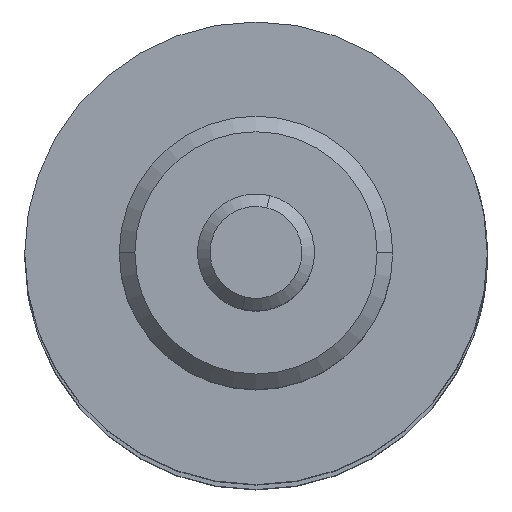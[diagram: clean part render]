
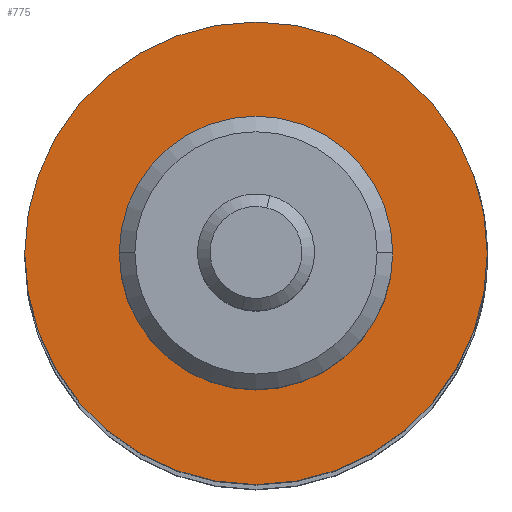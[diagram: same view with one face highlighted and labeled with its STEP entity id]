
A CAD part, top view. The second image highlights one B-rep face of the part: STEP entity #775.
In plain terms, the highlighted face is planar.
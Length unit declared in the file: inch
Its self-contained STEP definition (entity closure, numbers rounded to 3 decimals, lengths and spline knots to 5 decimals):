
#38 = DIRECTION ( 'NONE',  ( 0., 0., 1. ) ) ;
#59 = AXIS2_PLACEMENT_3D ( 'NONE', #130, #1143, #2897 ) ;
#130 = CARTESIAN_POINT ( 'NONE',  ( 0.38, 0.37, 0. ) ) ;
#217 = CIRCLE ( 'NONE', #2355, 0.37 ) ;
#382 = VERTEX_POINT ( 'NONE', #2424 ) ;
#421 = ORIENTED_EDGE ( 'NONE', *, *, #1106, .T. ) ;
#538 = AXIS2_PLACEMENT_3D ( 'NONE', #1254, #3016, #1511 ) ;
#603 = CARTESIAN_POINT ( 'NONE',  ( 0.38, 0., -0.37 ) ) ;
#660 = EDGE_CURVE ( 'NONE', #2772, #1771, #1274, .T. ) ;
#718 = DIRECTION ( 'NONE',  ( -1., 0., 0. ) ) ;
#775 = ADVANCED_FACE ( 'NONE', ( #2306, #1556 ), #2642, .F. ) ;
#805 = EDGE_LOOP ( 'NONE', ( #1637, #1924 ) ) ;
#964 = AXIS2_PLACEMENT_3D ( 'NONE', #3043, #1542, #38 ) ;
#1036 = AXIS2_PLACEMENT_3D ( 'NONE', #2235, #718, #2496 ) ;
#1106 = EDGE_CURVE ( 'NONE', #2550, #382, #217, .T. ) ;
#1143 = DIRECTION ( 'NONE',  ( 1., 0., 0. ) ) ;
#1221 = CARTESIAN_POINT ( 'NONE',  ( 0.38, 0., 0.169 ) ) ;
#1247 = EDGE_LOOP ( 'NONE', ( #2555, #421 ) ) ;
#1254 = CARTESIAN_POINT ( 'NONE',  ( 0.38, 0., 0. ) ) ;
#1274 = CIRCLE ( 'NONE', #964, 0.169 ) ;
#1384 = CARTESIAN_POINT ( 'NONE',  ( 0.38, 0., 0. ) ) ;
#1511 = DIRECTION ( 'NONE',  ( 0., 0., 1. ) ) ;
#1542 = DIRECTION ( 'NONE',  ( -1., 0., 0. ) ) ;
#1556 = FACE_OUTER_BOUND ( 'NONE', #1247, .T. ) ;
#1637 = ORIENTED_EDGE ( 'NONE', *, *, #1863, .F. ) ;
#1660 = DIRECTION ( 'NONE',  ( 0., 0., 1. ) ) ;
#1771 = VERTEX_POINT ( 'NONE', #1221 ) ;
#1863 = EDGE_CURVE ( 'NONE', #1771, #2772, #2867, .T. ) ;
#1905 = EDGE_CURVE ( 'NONE', #382, #2550, #2125, .T. ) ;
#1924 = ORIENTED_EDGE ( 'NONE', *, *, #660, .F. ) ;
#1961 = CARTESIAN_POINT ( 'NONE',  ( 0.38, 0., -0.169 ) ) ;
#2125 = CIRCLE ( 'NONE', #1036, 0.37 ) ;
#2235 = CARTESIAN_POINT ( 'NONE',  ( 0.38, 0., 0. ) ) ;
#2306 = FACE_BOUND ( 'NONE', #805, .T. ) ;
#2355 = AXIS2_PLACEMENT_3D ( 'NONE', #1384, #3148, #1660 ) ;
#2424 = CARTESIAN_POINT ( 'NONE',  ( 0.38, 0., 0.37 ) ) ;
#2496 = DIRECTION ( 'NONE',  ( 0., 0., 1. ) ) ;
#2550 = VERTEX_POINT ( 'NONE', #603 ) ;
#2555 = ORIENTED_EDGE ( 'NONE', *, *, #1905, .T. ) ;
#2642 = PLANE ( 'NONE',  #59 ) ;
#2772 = VERTEX_POINT ( 'NONE', #1961 ) ;
#2867 = CIRCLE ( 'NONE', #538, 0.169 ) ;
#2897 = DIRECTION ( 'NONE',  ( 0., 0., -1. ) ) ;
#3016 = DIRECTION ( 'NONE',  ( -1., 0., 0. ) ) ;
#3043 = CARTESIAN_POINT ( 'NONE',  ( 0.38, 0., 0. ) ) ;
#3148 = DIRECTION ( 'NONE',  ( -1., 0., 0. ) ) ;
